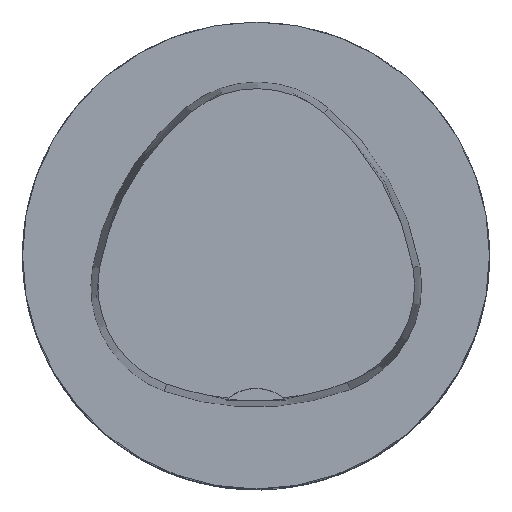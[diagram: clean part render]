
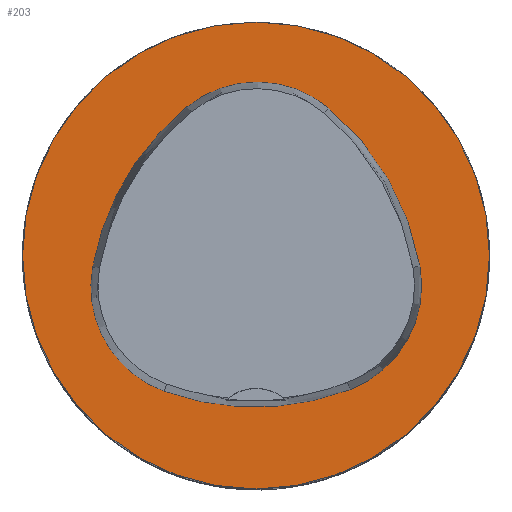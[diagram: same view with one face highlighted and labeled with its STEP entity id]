
A CAD part, top view. The second image highlights one B-rep face of the part: STEP entity #203.
In plain terms, the highlighted planar face has unit normal (0, 0, 1).
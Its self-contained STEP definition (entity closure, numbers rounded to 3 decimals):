
#135=PLANE('',#887);
#203=ADVANCED_FACE('',(#279,#280),#135,.T.);
#240=CIRCLE('',#858,31.5);
#242=CIRCLE('',#865,36.);
#244=CIRCLE('',#868,15.);
#246=CIRCLE('',#871,36.);
#248=CIRCLE('',#874,15.);
#252=CIRCLE('',#879,36.);
#254=CIRCLE('',#882,15.);
#279=FACE_BOUND('',#327,.T.);
#280=FACE_BOUND('',#328,.T.);
#327=EDGE_LOOP('',(#436,#437,#438,#439,#440,#441));
#328=EDGE_LOOP('',(#442));
#436=ORIENTED_EDGE('',*,*,#603,.T.);
#437=ORIENTED_EDGE('',*,*,#583,.T.);
#438=ORIENTED_EDGE('',*,*,#587,.T.);
#439=ORIENTED_EDGE('',*,*,#590,.T.);
#440=ORIENTED_EDGE('',*,*,#593,.T.);
#441=ORIENTED_EDGE('',*,*,#601,.T.);
#442=ORIENTED_EDGE('',*,*,#573,.F.);
#520=VERTEX_POINT('',#1222);
#530=VERTEX_POINT('',#1243);
#531=VERTEX_POINT('',#1244);
#534=VERTEX_POINT('',#1252);
#536=VERTEX_POINT('',#1258);
#538=VERTEX_POINT('',#1264);
#545=VERTEX_POINT('',#1285);
#573=EDGE_CURVE('',#520,#520,#240,.T.);
#583=EDGE_CURVE('',#530,#531,#242,.T.);
#587=EDGE_CURVE('',#531,#534,#244,.T.);
#590=EDGE_CURVE('',#534,#536,#246,.T.);
#593=EDGE_CURVE('',#536,#538,#248,.T.);
#601=EDGE_CURVE('',#538,#545,#252,.T.);
#603=EDGE_CURVE('',#545,#530,#254,.T.);
#858=AXIS2_PLACEMENT_3D('',#1221,#986,#987);
#865=AXIS2_PLACEMENT_3D('',#1242,#1004,#1005);
#868=AXIS2_PLACEMENT_3D('',#1251,#1012,#1013);
#871=AXIS2_PLACEMENT_3D('',#1257,#1019,#1020);
#874=AXIS2_PLACEMENT_3D('',#1263,#1026,#1027);
#879=AXIS2_PLACEMENT_3D('',#1286,#1038,#1039);
#882=AXIS2_PLACEMENT_3D('',#1289,#1044,#1045);
#887=AXIS2_PLACEMENT_3D('',#1294,#1054,#1055);
#986=DIRECTION('',(0.,0.,-1.));
#987=DIRECTION('',(-1.,0.,0.));
#1004=DIRECTION('',(0.,0.,-1.));
#1005=DIRECTION('',(-1.,0.,0.));
#1012=DIRECTION('',(0.,0.,-1.));
#1013=DIRECTION('',(-1.,0.,0.));
#1019=DIRECTION('',(0.,0.,-1.));
#1020=DIRECTION('',(-1.,0.,0.));
#1026=DIRECTION('',(0.,0.,-1.));
#1027=DIRECTION('',(-1.,0.,0.));
#1038=DIRECTION('',(0.,0.,-1.));
#1039=DIRECTION('',(-1.,0.,0.));
#1044=DIRECTION('',(0.,0.,-1.));
#1045=DIRECTION('',(-1.,0.,0.));
#1054=DIRECTION('',(0.,0.,1.));
#1055=DIRECTION('',(1.,0.,0.));
#1221=CARTESIAN_POINT('',(0.,0.,0.));
#1222=CARTESIAN_POINT('',(-31.5,0.,0.));
#1242=CARTESIAN_POINT('',(13.398,-7.893,0.));
#1243=CARTESIAN_POINT('',(-22.041,-1.562,0.));
#1244=CARTESIAN_POINT('',(-9.317,20.036,0.));
#1251=CARTESIAN_POINT('',(0.148,8.399,0.));
#1252=CARTESIAN_POINT('',(9.779,19.898,0.));
#1257=CARTESIAN_POINT('',(-13.337,-7.7,0.));
#1258=CARTESIAN_POINT('',(22.122,-1.48,0.));
#1263=CARTESIAN_POINT('',(7.347,-4.071,0.));
#1264=CARTESIAN_POINT('',(12.693,-18.087,0.));
#1285=CARTESIAN_POINT('',(-12.373,-18.307,0.));
#1286=CARTESIAN_POINT('',(-0.137,15.55,0.));
#1289=CARTESIAN_POINT('',(-7.275,-4.2,0.));
#1294=CARTESIAN_POINT('',(0.,0.,0.));
